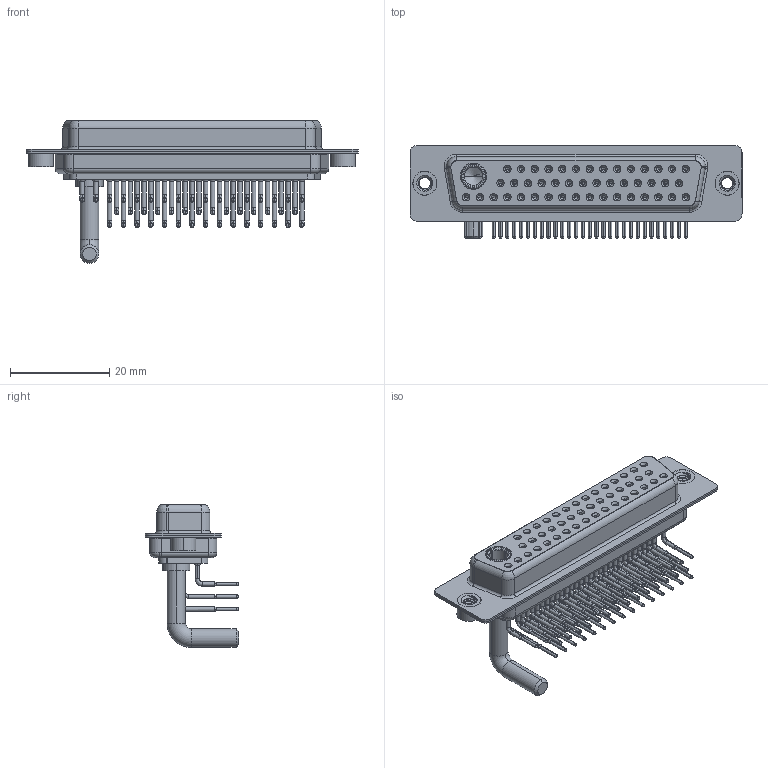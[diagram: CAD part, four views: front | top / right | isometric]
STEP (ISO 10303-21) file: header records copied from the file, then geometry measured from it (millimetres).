
FILE_DESCRIPTION (( 'STEP AP203' ), '1' );
FILE_NAME ('630-47W1250-4T2.STEP', '2022-06-10T10:54:12', ( '' ), ( '' ), 'SwSTEP 2.0', 'SolidWorks 2020', '' );
FILE_SCHEMA (( 'CONFIG_CONTROL_DESIGN' ));
Length unit declared in the file: millimetre
Products named in the file (9): 630Combo Threaded Rivet_2; 630Combo Contact Row 2_50 Contacts; 630Combo Housing_47W1; 630Combo Shell Rear_50 Contacts; 630Combo Shell Front_50 Contacts; Power Socket_Ext 40A RA 50; 630Combo Contact Row 3; 630-47W1250-4T2; 630Combo Contact Row 1_50 Contacts
Assembly tree (52 placements, depth 2):
  630-47W1250-4T2
    630Combo Housing_47W1
    630Combo Shell Front_50 Contacts
    630Combo Shell Rear_50 Contacts
    630Combo Threaded Rivet_2  x2
    Power Socket_Ext 40A RA 50
    630Combo Contact Row 1_50 Contacts  x15
    630Combo Contact Row 2_50 Contacts  x14
    630Combo Contact Row 3  x17
Bounding box: 67 x 18.8 x 28.8 mm (x, y, z)
Volume: 7435.6 mm3; surface area: 16187.2 mm2
Topology: 53 solids, 53 shells, 2782 faces, 7073 edges, 4452 vertices
Faces by surface type: cylinder 1212, plane 783, cone 533, bspline 191, torus 63
Entity records: 33939 total; most frequent: CARTESIAN_POINT 7116, DIRECTION 5711, ORIENTED_EDGE 4750, AXIS2_PLACEMENT_3D 2405, EDGE_CURVE 2375, VERTEX_POINT 1519, CIRCLE 1337, EDGE_LOOP 1290
